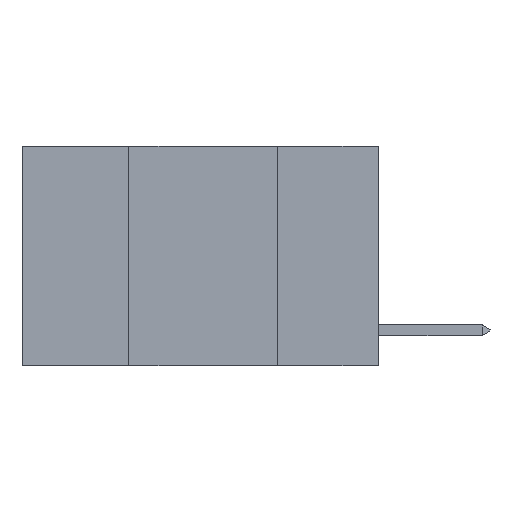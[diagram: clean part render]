
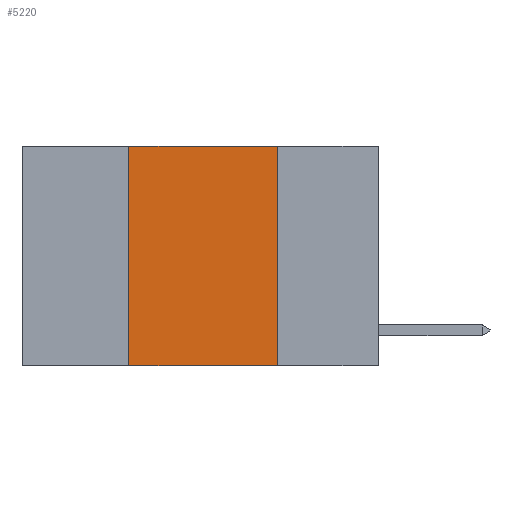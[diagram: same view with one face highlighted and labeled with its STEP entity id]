
A CAD part, left-side view. The second image highlights one B-rep face of the part: STEP entity #5220.
In plain terms, the highlighted planar face has unit normal (-1, 0, 0).
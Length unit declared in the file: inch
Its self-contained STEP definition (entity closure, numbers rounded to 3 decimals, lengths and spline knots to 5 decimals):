
#233 = EDGE_CURVE ( 'NONE', #4129, #768, #9148, .T. ) ;
#768 = VERTEX_POINT ( 'NONE', #9666 ) ;
#1064 = VECTOR ( 'NONE', #10412, 39.37008 ) ;
#2013 = CARTESIAN_POINT ( 'NONE',  ( 0., 0.42, -0.37 ) ) ;
#2240 = CARTESIAN_POINT ( 'NONE',  ( 0., 0.6, 0. ) ) ;
#2337 = LINE ( 'NONE', #3894, #2513 ) ;
#2513 = VECTOR ( 'NONE', #12408, 39.37008 ) ;
#2950 = EDGE_CURVE ( 'NONE', #16476, #768, #6652, .T. ) ;
#3894 = CARTESIAN_POINT ( 'NONE',  ( 0., 0.42, 0. ) ) ;
#4129 = VERTEX_POINT ( 'NONE', #2013 ) ;
#5220 = ADVANCED_FACE ( 'NONE', ( #10467 ), #20874, .F. ) ;
#5401 = DIRECTION ( 'NONE',  ( 0., -1., 0. ) ) ;
#5630 = EDGE_CURVE ( 'NONE', #8613, #16476, #15404, .T. ) ;
#6652 = LINE ( 'NONE', #14952, #1064 ) ;
#7044 = DIRECTION ( 'NONE',  ( 0., 0., -1. ) ) ;
#7373 = VECTOR ( 'NONE', #5401, 39.37008 ) ;
#7736 = EDGE_LOOP ( 'NONE', ( #20122, #12167, #12827, #12661 ) ) ;
#7837 = VECTOR ( 'NONE', #13857, 39.37008 ) ;
#8613 = VERTEX_POINT ( 'NONE', #18516 ) ;
#9148 = LINE ( 'NONE', #15883, #7373 ) ;
#9666 = CARTESIAN_POINT ( 'NONE',  ( 0., 0.17, -0.37 ) ) ;
#10412 = DIRECTION ( 'NONE',  ( 0., 0., -1. ) ) ;
#10467 = FACE_OUTER_BOUND ( 'NONE', #7736, .T. ) ;
#12167 = ORIENTED_EDGE ( 'NONE', *, *, #5630, .F. ) ;
#12408 = DIRECTION ( 'NONE',  ( 0., 0., 1. ) ) ;
#12458 = DIRECTION ( 'NONE',  ( 1., 0., 0. ) ) ;
#12661 = ORIENTED_EDGE ( 'NONE', *, *, #233, .T. ) ;
#12827 = ORIENTED_EDGE ( 'NONE', *, *, #19457, .F. ) ;
#13857 = DIRECTION ( 'NONE',  ( 0., -1., 0. ) ) ;
#14113 = CARTESIAN_POINT ( 'NONE',  ( 0., 0.6, 0. ) ) ;
#14402 = AXIS2_PLACEMENT_3D ( 'NONE', #14113, #12458, #7044 ) ;
#14636 = CARTESIAN_POINT ( 'NONE',  ( 0., 0.17, 0. ) ) ;
#14952 = CARTESIAN_POINT ( 'NONE',  ( 0., 0.17, 0. ) ) ;
#15404 = LINE ( 'NONE', #2240, #7837 ) ;
#15883 = CARTESIAN_POINT ( 'NONE',  ( 0., 0.6, -0.37 ) ) ;
#16476 = VERTEX_POINT ( 'NONE', #14636 ) ;
#18516 = CARTESIAN_POINT ( 'NONE',  ( 0., 0.42, 0. ) ) ;
#19457 = EDGE_CURVE ( 'NONE', #4129, #8613, #2337, .T. ) ;
#20122 = ORIENTED_EDGE ( 'NONE', *, *, #2950, .F. ) ;
#20874 = PLANE ( 'NONE',  #14402 ) ;
